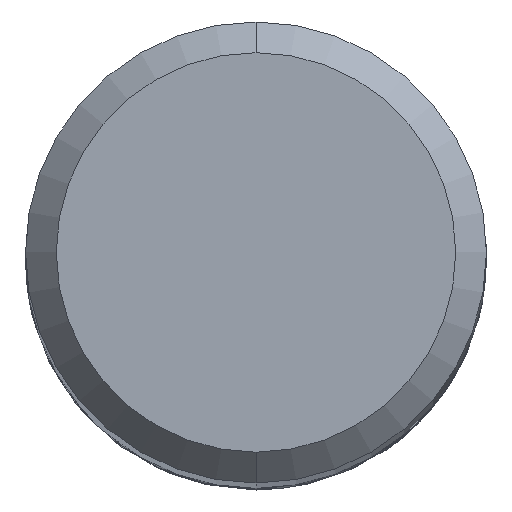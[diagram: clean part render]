
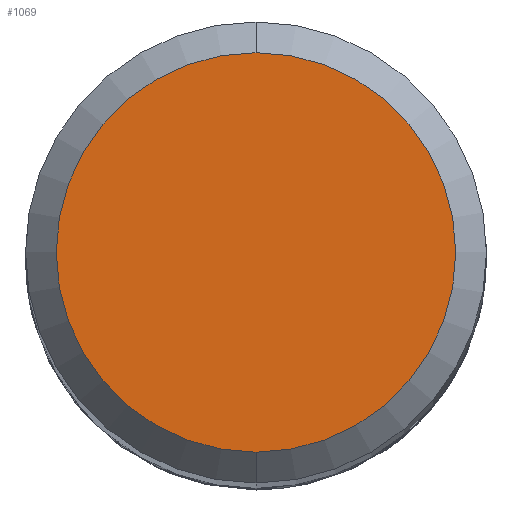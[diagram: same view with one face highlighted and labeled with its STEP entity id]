
A CAD part, top view. The second image highlights one B-rep face of the part: STEP entity #1069.
In plain terms, the highlighted planar face has unit normal (0, 0, 1).
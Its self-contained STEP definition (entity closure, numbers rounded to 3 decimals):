
#475=VERTEX_POINT('',#1366);
#485=VERTEX_POINT('',#1376);
#653=EDGE_CURVE('',#485,#475,#1562,.T.);
#807=EDGE_CURVE('',#475,#485,#1729,.T.);
#1069=ADVANCED_FACE('',(#2014),#2015,.T.);
#1366=CARTESIAN_POINT('',(0.0,2.6,0.0));
#1376=CARTESIAN_POINT('',(0.,-2.6,0.0));
#1562=CIRCLE('',#4648,2.6);
#1729=CIRCLE('',#5850,2.6);
#2014=FACE_OUTER_BOUND('',#8934,.T.);
#2015=PLANE('',#8935);
#4648=AXIS2_PLACEMENT_3D('',#12936,#12937,#12938);
#5850=AXIS2_PLACEMENT_3D('',#13093,#13094,#13095);
#8934=EDGE_LOOP('',(#13356,#13357));
#8935=AXIS2_PLACEMENT_3D('',#13358,#13359,#13360);
#12936=CARTESIAN_POINT('',(0.0,0.0,0.0));
#12937=DIRECTION('',(0.0,0.0,-1.0));
#12938=DIRECTION('',(0.0,1.0,0.0));
#13093=CARTESIAN_POINT('',(0.0,0.0,0.0));
#13094=DIRECTION('',(0.0,0.0,-1.0));
#13095=DIRECTION('',(0.0,1.0,0.0));
#13356=ORIENTED_EDGE('',*,*,#807,.F.);
#13357=ORIENTED_EDGE('',*,*,#653,.F.);
#13358=CARTESIAN_POINT('',(0.0,1.3,0.0));
#13359=DIRECTION('',(-0.0,0.0,1.0));
#13360=DIRECTION('',(0.0,-1.0,0.0));
